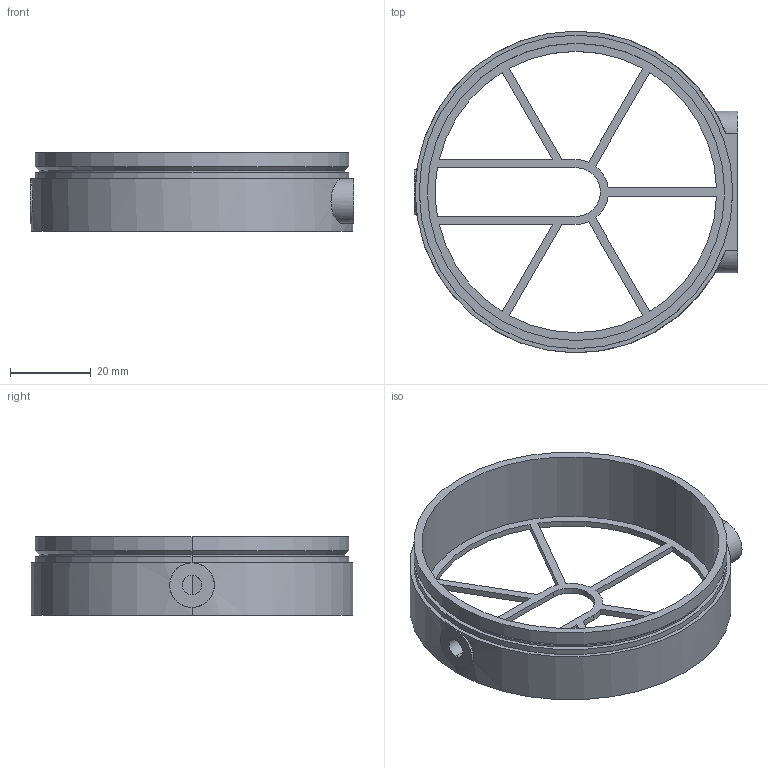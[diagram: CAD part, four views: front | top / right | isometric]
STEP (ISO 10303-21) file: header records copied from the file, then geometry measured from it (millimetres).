
FILE_DESCRIPTION (( 'STEP AP214' ), '1' );
FILE_NAME ('ring-shell.STEP', '2021-01-27T16:31:21', ( '' ), ( '' ), 'SwSTEP 2.0', 'SolidWorks 2019', '' );
FILE_SCHEMA (( 'AUTOMOTIVE_DESIGN' ));
Length unit declared in the file: millimetre
Products named in the file (1): ring-shell
Bounding box: 80 x 79.5 x 19.5 mm (x, y, z)
Volume: 13825.9 mm3; surface area: 13929.8 mm2
Topology: 1 solids, 1 shells, 65 faces, 171 edges, 111 vertices
Faces by surface type: cylinder 34, plane 29, cone 2
Entity records: 2289 total; most frequent: CARTESIAN_POINT 566, DIRECTION 361, ORIENTED_EDGE 342, EDGE_CURVE 171, AXIS2_PLACEMENT_3D 130, VERTEX_POINT 111, LINE 101, VECTOR 101
